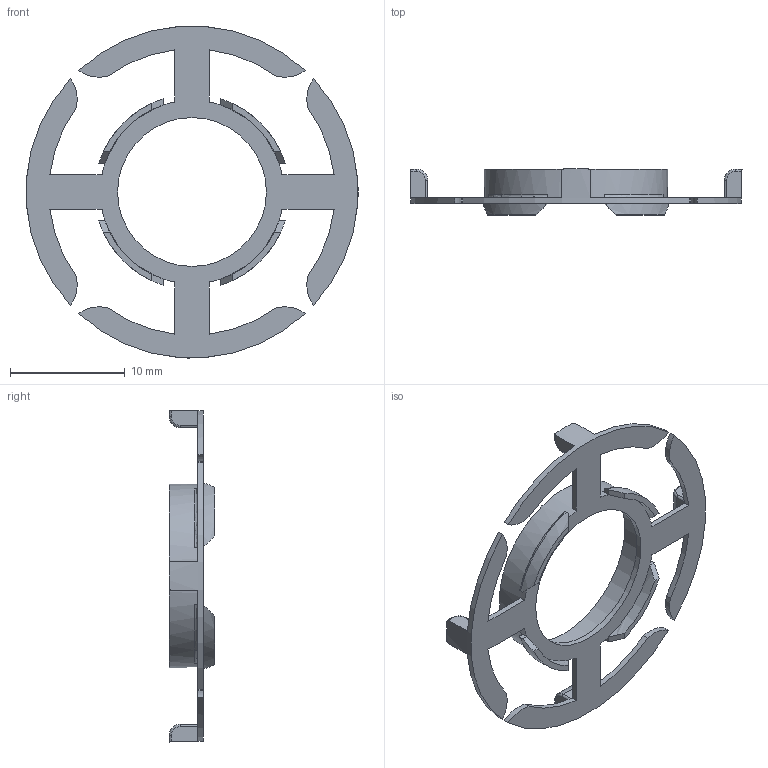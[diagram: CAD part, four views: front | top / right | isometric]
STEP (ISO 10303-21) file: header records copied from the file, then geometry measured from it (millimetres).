
FILE_DESCRIPTION(/* description */ (''),/* implementation_level */ '2;1');
FILE_NAME(/* name */ 'Zgornji del statorja.ipt.step',/* time_stamp */ '2022-11-29T08:48:01+01:00',/* author */ ('diederichbenedict'),/* organization */ (''),/* preprocessor_version */ 'ST-DEVELOPER v18.1',/* originating_system */ 'Autodesk Inventor 2022',/* authorisation */ '');
FILE_SCHEMA (('AUTOMOTIVE_DESIGN { 1 0 10303 214 3 1 1 }'));
Length unit declared in the file: millimetre
Products named in the file (1): Zgornji del statorja
Bounding box: 28.99 x 4 x 28.99 mm (x, y, z)
Volume: 256.7 mm3; surface area: 1090.3 mm2
Topology: 1 solids, 1 shells, 118 faces, 313 edges, 198 vertices
Faces by surface type: cylinder 51, plane 51, torus 16
Full cylindrical faces by diameter (mm): 13 x1, 15 x1, 16 x1
Entity records: 3909 total; most frequent: CARTESIAN_POINT 846, DIRECTION 673, ORIENTED_EDGE 626, EDGE_CURVE 313, AXIS2_PLACEMENT_3D 265, VERTEX_POINT 198, LINE 143, VECTOR 143
